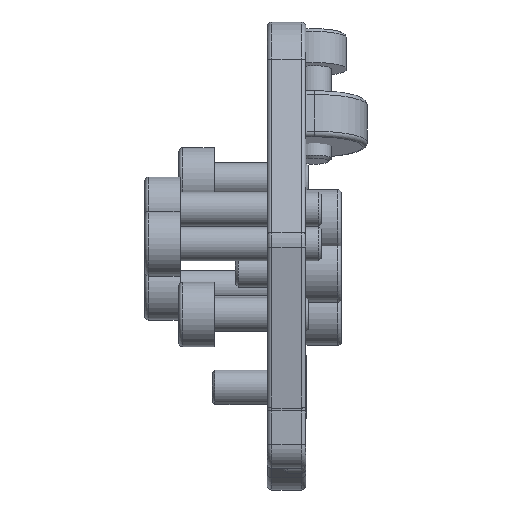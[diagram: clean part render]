
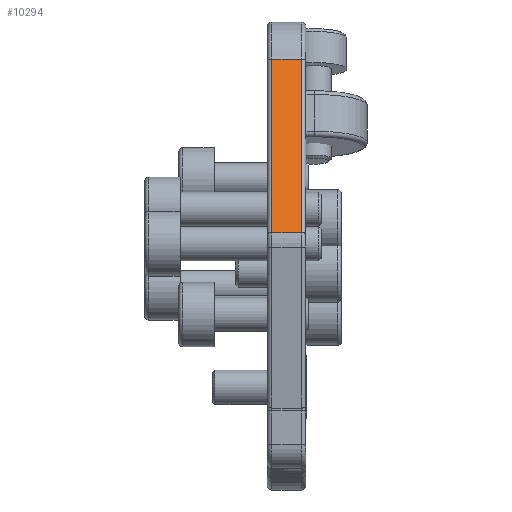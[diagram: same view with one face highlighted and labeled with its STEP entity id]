
A CAD part, left-side view. The second image highlights one B-rep face of the part: STEP entity #10294.
In plain terms, the highlighted planar face has unit normal (-0.937, 0, 0.348).
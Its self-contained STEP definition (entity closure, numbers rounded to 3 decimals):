
#661=PLANE('',#11793);
#1386=FACE_OUTER_BOUND('',#2117,.T.);
#2117=EDGE_LOOP('',(#9147,#9148,#9149,#9150));
#2403=LINE('',#16529,#2985);
#2715=LINE('',#19494,#3297);
#2722=LINE('',#19537,#3304);
#2723=LINE('',#19539,#3305);
#2985=VECTOR('',#12680,10.);
#3297=VECTOR('',#15046,10.);
#3304=VECTOR('',#15115,10.);
#3305=VECTOR('',#15118,10.);
#4483=VERTEX_POINT('',#16521);
#4485=VERTEX_POINT('',#16527);
#5079=VERTEX_POINT('',#19488);
#5080=VERTEX_POINT('',#19492);
#5451=EDGE_CURVE('',#4485,#4483,#2403,.T.);
#6455=EDGE_CURVE('',#5079,#5080,#2715,.T.);
#6476=EDGE_CURVE('',#4485,#5080,#2722,.T.);
#6477=EDGE_CURVE('',#4483,#5079,#2723,.T.);
#9147=ORIENTED_EDGE('',*,*,#5451,.F.);
#9148=ORIENTED_EDGE('',*,*,#6476,.T.);
#9149=ORIENTED_EDGE('',*,*,#6455,.F.);
#9150=ORIENTED_EDGE('',*,*,#6477,.F.);
#10294=ADVANCED_FACE('',(#1386),#661,.T.);
#11793=AXIS2_PLACEMENT_3D('',#19538,#15116,#15117);
#12680=DIRECTION('',(-0.349,0.,-0.937));
#15046=DIRECTION('',(0.349,0.,0.937));
#15115=DIRECTION('',(0.,1.,0.));
#15116=DIRECTION('center_axis',(-0.937,0.,0.349));
#15117=DIRECTION('ref_axis',(0.349,0.,0.937));
#15118=DIRECTION('',(0.,1.,0.));
#16521=CARTESIAN_POINT('',(-24.281,0.4,0.941));
#16527=CARTESIAN_POINT('',(-18.796,0.4,15.69));
#16529=CARTESIAN_POINT('',(-23.131,0.4,4.033));
#19488=CARTESIAN_POINT('',(-24.281,2.9,0.941));
#19492=CARTESIAN_POINT('',(-18.796,2.9,15.69));
#19494=CARTESIAN_POINT('',(-23.131,2.9,4.033));
#19537=CARTESIAN_POINT('',(-18.796,0.,15.69));
#19538=CARTESIAN_POINT('Origin',(-24.281,0.,0.941));
#19539=CARTESIAN_POINT('',(-24.281,0.,0.941));
